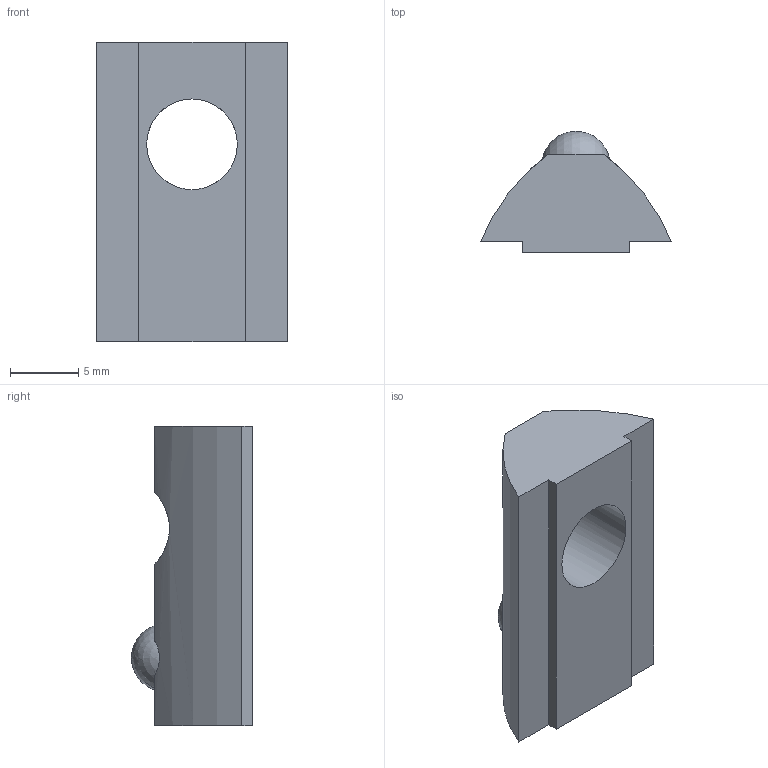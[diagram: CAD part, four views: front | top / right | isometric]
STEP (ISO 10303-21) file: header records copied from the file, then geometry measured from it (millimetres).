
FILE_DESCRIPTION(/* description */ ('Matice M8 s kuličkou pro serii 40 drážka 8, řada 17'),/* implementation_level */ '2;1');
FILE_NAME(/* name */ '210208.stp',/* time_stamp */ '2024-10-15T16:22:57+02:00',/* author */ ('jiri.spacek'),/* organization */ ('Alutec K&K'),/* preprocessor_version */ 'ST-DEVELOPER v20',/* originating_system */ 'Autodesk Inventor 2024',/* authorisation */ '');
FILE_SCHEMA (('AUTOMOTIVE_DESIGN { 1 0 10303 214 3 1 1 }'));
Length unit declared in the file: millimetre
Products named in the file (1): 210208
Bounding box: 14 x 8.9 x 22 mm (x, y, z)
Volume: 1441.4 mm3; surface area: 1169.2 mm2
Topology: 2 solids, 2 shells, 15 faces, 48 edges, 32 vertices
Faces by surface type: plane 10, cylinder 3, sphere 2
Full cylindrical faces by diameter (mm): 6.647 x1
Entity records: 601 total; most frequent: CARTESIAN_POINT 147, ORIENTED_EDGE 88, DIRECTION 81, EDGE_CURVE 44, VERTEX_POINT 32, AXIS2_PLACEMENT_3D 28, LINE 25, VECTOR 25
